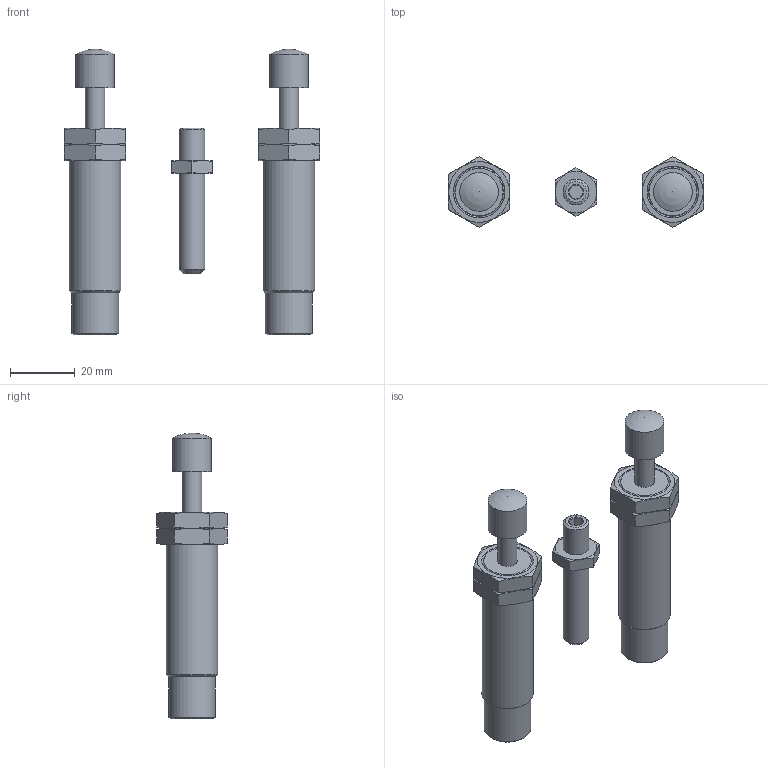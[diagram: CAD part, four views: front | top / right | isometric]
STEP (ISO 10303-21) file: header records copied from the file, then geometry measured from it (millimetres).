
FILE_DESCRIPTION(/* description */ ('STEP AP214'),/* implementation_level */ '2;1');
FILE_NAME(/* name */ '174545_YHD-25',/* time_stamp */ '2024-09-18T13:34:56+02:00',/* author */ ('License CC BY-ND 4.0'),/* organization */ ('CADENAS'),/* preprocessor_version */ 'ST-DEVELOPER v19.3',/* originating_system */ 'PARTsolutions',/* authorisation */ ' ');
FILE_SCHEMA (('AUTOMOTIVE_DESIGN {1 0 10303 214 3 1 1}'));
Length unit declared in the file: millimetre
Products named in the file (5): 174545 YHD-25; 34572 YSR-12-12-C---(0_OUT)-P; 348988 SPZ-25-P-A M16X1-5-19; DIN-913 - M8x45; DIN-439-B - M8(F)
Assembly tree (8 placements, depth 2):
  174545 YHD-25
    34572 YSR-12-12-C---(0_OUT)-P  x2
    348988 SPZ-25-P-A M16X1-5-19  x4
    DIN-913 - M8x45
    DIN-439-B - M8(F)
Bounding box: 79 x 21.94 x 88.5 mm (x, y, z)
Volume: 33276.2 mm3; surface area: 13528.6 mm2
Topology: 8 solids, 8 shells, 107 faces, 226 edges, 140 vertices
Faces by surface type: plane 57, cone 34, cylinder 14, sphere 2
Full cylindrical faces by diameter (mm): 6 x2, 6.647 x1, 8 x1, 12 x2, 14.5 x2, 14.917 x4, 16 x2
Entity records: 1511 total; most frequent: CARTESIAN_POINT 335, DIRECTION 220, ORIENTED_EDGE 174, AXIS2_PLACEMENT_3D 98, EDGE_CURVE 87, EDGE_LOOP 84, FACE_BOUND 84, VERTEX_POINT 63
